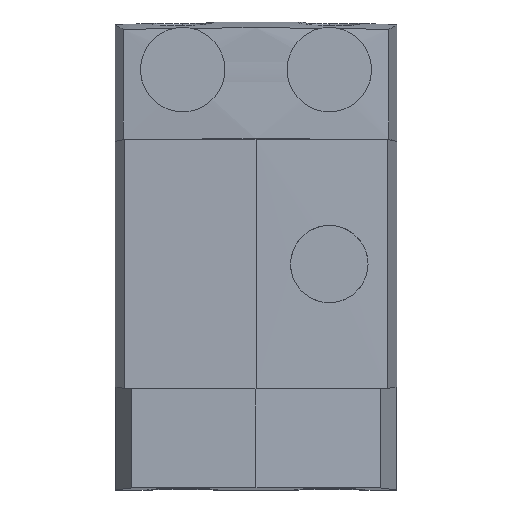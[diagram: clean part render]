
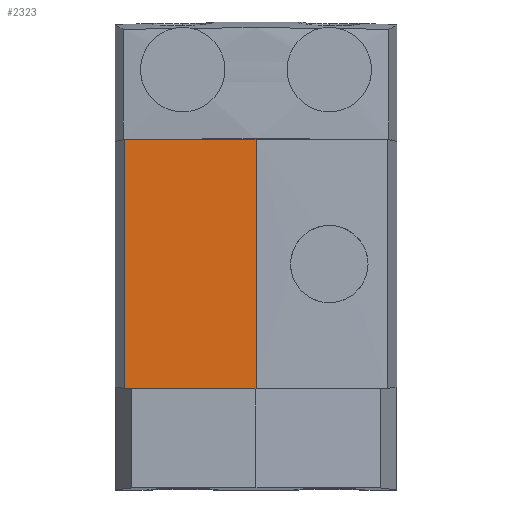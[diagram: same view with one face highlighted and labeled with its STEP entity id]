
A CAD part, top view. The second image highlights one B-rep face of the part: STEP entity #2323.
In plain terms, the highlighted cylindrical face has radius 2500 mm (diameter 5000 mm), a partial arc.
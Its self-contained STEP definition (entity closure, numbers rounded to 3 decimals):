
#341 = CARTESIAN_POINT ( 'NONE',  ( -37.349, -106.302, 94.316 ) ) ;
#396 = CARTESIAN_POINT ( 'NONE',  ( -37.349, 106.302, 94.316 ) ) ;
#451 = CARTESIAN_POINT ( 'NONE',  ( 0., 106.302, 94.316 ) ) ;
#586 = DIRECTION ( 'NONE',  ( 0., 0., 1. ) ) ;
#667 = ORIENTED_EDGE ( 'NONE', *, *, #2807, .F. ) ;
#728 = CARTESIAN_POINT ( 'NONE',  ( 0., -106.302, 94.316 ) ) ;
#762 = CARTESIAN_POINT ( 'NONE',  ( -112., -110., 91.806 ) ) ;
#987 = FACE_OUTER_BOUND ( 'NONE', #2494, .T. ) ;
#1380 = CARTESIAN_POINT ( 'NONE',  ( -112., -106.214, 91.806 ) ) ;
#1403 = CARTESIAN_POINT ( 'NONE',  ( 0., -110., -2405.684 ) ) ;
#1508 = DIRECTION ( 'NONE',  ( 0., 1., 0. ) ) ;
#1530 = LINE ( 'NONE', #5302, #4148 ) ;
#1865 = DIRECTION ( 'NONE',  ( 0., 1., 0. ) ) ;
#1958 = CARTESIAN_POINT ( 'NONE',  ( -74.689, -106.272, 93.479 ) ) ;
#1967 = EDGE_CURVE ( 'NONE', #4074, #3523, #4969, .T. ) ;
#2081 = CARTESIAN_POINT ( 'NONE',  ( 0., 106.302, 94.316 ) ) ;
#2091 = CARTESIAN_POINT ( 'NONE',  ( -112., 106.214, 91.806 ) ) ;
#2206 = AXIS2_PLACEMENT_3D ( 'NONE', #1403, #1865, #586 ) ;
#2305 = CARTESIAN_POINT ( 'NONE',  ( 0., -106.302, 94.316 ) ) ;
#2323 = ADVANCED_FACE ( 'NONE', ( #987 ), #3034, .T. ) ;
#2417 = EDGE_CURVE ( 'NONE', #3568, #4074, #4501, .T. ) ;
#2459 = ORIENTED_EDGE ( 'NONE', *, *, #3955, .T. ) ;
#2494 = EDGE_LOOP ( 'NONE', ( #667, #2459, #5417, #3714 ) ) ;
#2807 = EDGE_CURVE ( 'NONE', #4498, #3568, #3458, .T. ) ;
#2857 = CARTESIAN_POINT ( 'NONE',  ( -74.689, 106.272, 93.479 ) ) ;
#3034 = CYLINDRICAL_SURFACE ( 'NONE', #2206, 2500. ) ;
#3458 =( BOUNDED_CURVE ( )  B_SPLINE_CURVE ( 3, ( #728, #341, #1958, #3584 ),
 .UNSPECIFIED., .F., .T. ) 
 B_SPLINE_CURVE_WITH_KNOTS ( ( 4, 4 ),
 ( 3.142, 3.186 ),
 .UNSPECIFIED. ) 
 CURVE ( )  GEOMETRIC_REPRESENTATION_ITEM ( )  RATIONAL_B_SPLINE_CURVE ( ( 1., 1., 1., 1. ) ) 
 REPRESENTATION_ITEM ( '' )  );
#3523 = VERTEX_POINT ( 'NONE', #2081 ) ;
#3568 = VERTEX_POINT ( 'NONE', #1380 ) ;
#3584 = CARTESIAN_POINT ( 'NONE',  ( -112., -106.214, 91.806 ) ) ;
#3603 = VECTOR ( 'NONE', #1508, 1000. ) ;
#3714 = ORIENTED_EDGE ( 'NONE', *, *, #2417, .F. ) ;
#3738 = CARTESIAN_POINT ( 'NONE',  ( -112., 106.214, 91.806 ) ) ;
#3955 = EDGE_CURVE ( 'NONE', #4498, #3523, #1530, .T. ) ;
#4074 = VERTEX_POINT ( 'NONE', #3738 ) ;
#4148 = VECTOR ( 'NONE', #4441, 1000. ) ;
#4441 = DIRECTION ( 'NONE',  ( 0., 1., 0. ) ) ;
#4498 = VERTEX_POINT ( 'NONE', #2305 ) ;
#4501 = LINE ( 'NONE', #762, #3603 ) ;
#4969 =( BOUNDED_CURVE ( )  B_SPLINE_CURVE ( 3, ( #2091, #2857, #396, #451 ),
 .UNSPECIFIED., .F., .T. ) 
 B_SPLINE_CURVE_WITH_KNOTS ( ( 4, 4 ),
 ( 6.238, 6.283 ),
 .UNSPECIFIED. ) 
 CURVE ( )  GEOMETRIC_REPRESENTATION_ITEM ( )  RATIONAL_B_SPLINE_CURVE ( ( 1., 1., 1., 1. ) ) 
 REPRESENTATION_ITEM ( '' )  );
#5302 = CARTESIAN_POINT ( 'NONE',  ( 0., -110., 94.316 ) ) ;
#5417 = ORIENTED_EDGE ( 'NONE', *, *, #1967, .F. ) ;
